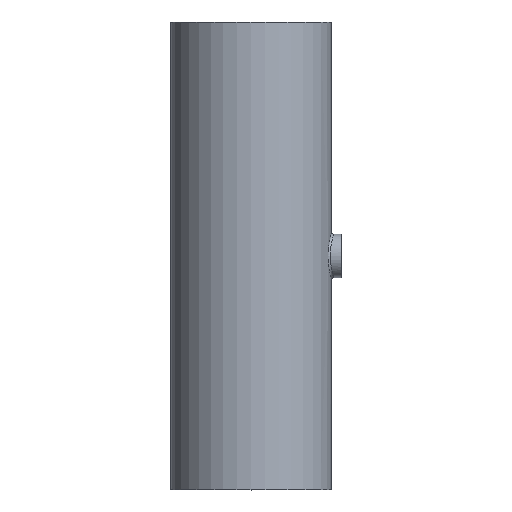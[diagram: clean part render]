
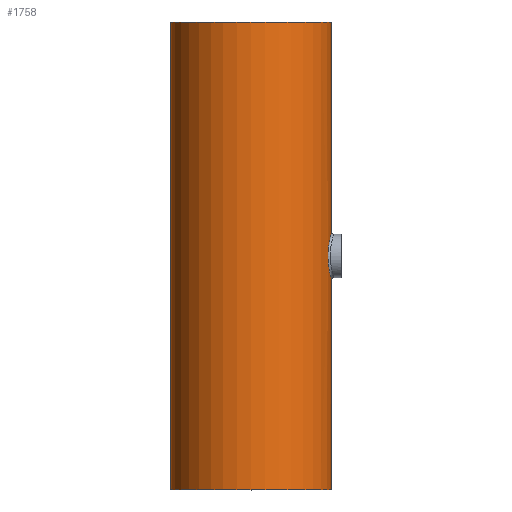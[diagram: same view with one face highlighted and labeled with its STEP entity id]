
A CAD part, top view. The second image highlights one B-rep face of the part: STEP entity #1758.
In plain terms, the highlighted cylindrical face has radius 64.5 mm (diameter 129 mm), a full revolution.
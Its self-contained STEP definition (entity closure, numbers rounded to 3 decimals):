
#1543=CARTESIAN_POINT('',(61.665,0.,-18.914));
#1544=VERTEX_POINT('',#1543);
#1630=CARTESIAN_POINT('',(61.665,0.,-18.914));
#1631=CARTESIAN_POINT('',(61.665,0.,-18.914));
#1632=CARTESIAN_POINT('',(61.665,0.,-18.914));
#1633=CARTESIAN_POINT('',(61.665,0.,-18.914));
#1634=CARTESIAN_POINT('',(61.665,0.547,-18.914));
#1635=CARTESIAN_POINT('',(61.674,1.278,-18.884));
#1636=CARTESIAN_POINT('',(61.716,2.736,-18.744));
#1637=CARTESIAN_POINT('',(61.798,4.355,-18.477));
#1638=CARTESIAN_POINT('',(61.928,5.937,-18.034));
#1639=CARTESIAN_POINT('',(62.068,7.313,-17.545));
#1640=CARTESIAN_POINT('',(62.226,8.66,-16.981));
#1641=CARTESIAN_POINT('',(62.478,10.416,-16.036));
#1642=CARTESIAN_POINT('',(62.83,12.479,-14.614));
#1643=CARTESIAN_POINT('',(63.153,14.076,-13.151));
#1644=CARTESIAN_POINT('',(63.499,15.641,-11.353));
#1645=CARTESIAN_POINT('',(63.81,16.935,-9.518));
#1646=CARTESIAN_POINT('',(64.143,18.215,-6.951));
#1647=CARTESIAN_POINT('',(64.342,18.938,-4.678));
#1648=CARTESIAN_POINT('',(64.443,19.299,-2.826));
#1649=CARTESIAN_POINT('',(64.49,19.464,-1.412));
#1650=CARTESIAN_POINT('',(64.504,19.514,-0.109));
#1651=CARTESIAN_POINT('',(64.496,19.486,0.837));
#1652=CARTESIAN_POINT('',(64.478,19.422,1.778));
#1653=CARTESIAN_POINT('',(64.443,19.298,2.837));
#1654=CARTESIAN_POINT('',(64.366,19.024,4.235));
#1655=CARTESIAN_POINT('',(64.269,18.674,5.493));
#1656=CARTESIAN_POINT('',(64.184,18.36,6.386));
#1657=CARTESIAN_POINT('',(64.046,17.84,7.701));
#1658=CARTESIAN_POINT('',(63.811,16.939,9.513));
#1659=CARTESIAN_POINT('',(63.513,15.697,11.273));
#1660=CARTESIAN_POINT('',(63.237,14.46,12.718));
#1661=CARTESIAN_POINT('',(62.991,13.29,13.894));
#1662=CARTESIAN_POINT('',(62.746,11.98,14.947));
#1663=CARTESIAN_POINT('',(62.562,10.891,15.697));
#1664=CARTESIAN_POINT('',(62.464,10.278,16.078));
#1665=CARTESIAN_POINT('',(62.339,9.442,16.557));
#1666=CARTESIAN_POINT('',(62.148,8.054,17.27));
#1667=CARTESIAN_POINT('',(61.962,6.353,17.92));
#1668=CARTESIAN_POINT('',(61.811,4.468,18.429));
#1669=CARTESIAN_POINT('',(61.728,3.029,18.707));
#1670=CARTESIAN_POINT('',(61.643,0.49,18.985));
#1671=CARTESIAN_POINT('',(61.667,-1.664,18.906));
#1672=CARTESIAN_POINT('',(61.749,-3.343,18.635));
#1673=CARTESIAN_POINT('',(61.775,-3.822,18.549));
#1674=CARTESIAN_POINT('',(61.823,-4.599,18.391));
#1675=CARTESIAN_POINT('',(61.95,-6.252,17.959));
#1676=CARTESIAN_POINT('',(62.176,-8.307,17.171));
#1677=CARTESIAN_POINT('',(62.418,-9.996,16.262));
#1678=CARTESIAN_POINT('',(62.679,-11.615,15.231));
#1679=CARTESIAN_POINT('',(62.924,-12.948,14.198));
#1680=CARTESIAN_POINT('',(63.278,-14.663,12.53));
#1681=CARTESIAN_POINT('',(63.552,-15.865,11.066));
#1682=CARTESIAN_POINT('',(63.826,-16.986,9.34));
#1683=CARTESIAN_POINT('',(64.111,-18.098,7.234));
#1684=CARTESIAN_POINT('',(64.367,-19.031,4.55));
#1685=CARTESIAN_POINT('',(64.485,-19.447,1.879));
#1686=CARTESIAN_POINT('',(64.505,-19.518,-0.007));
#1687=CARTESIAN_POINT('',(64.484,-19.444,-1.903));
#1688=CARTESIAN_POINT('',(64.38,-19.077,-4.248));
#1689=CARTESIAN_POINT('',(64.202,-18.428,-6.279));
#1690=CARTESIAN_POINT('',(64.003,-17.677,-8.031));
#1691=CARTESIAN_POINT('',(63.833,-17.014,-9.299));
#1692=CARTESIAN_POINT('',(63.611,-16.107,-10.692));
#1693=CARTESIAN_POINT('',(63.378,-15.104,-12.006));
#1694=CARTESIAN_POINT('',(63.097,-13.809,-13.411));
#1695=CARTESIAN_POINT('',(62.778,-12.174,-14.825));
#1696=CARTESIAN_POINT('',(62.476,-10.399,-16.046));
#1697=CARTESIAN_POINT('',(62.203,-8.493,-17.07));
#1698=CARTESIAN_POINT('',(61.972,-6.463,-17.886));
#1699=CARTESIAN_POINT('',(61.74,-3.665,-18.671));
#1700=CARTESIAN_POINT('',(61.664,-1.459,-18.914));
#1701=CARTESIAN_POINT('',(61.665,0.,-18.914));
#1702=B_SPLINE_CURVE_WITH_KNOTS('',3,(#1630,#1631,#1632,#1633,#1634,#1635,#1636,#1637,#1638,#1639,#1640,#1641,#1642,#1643,#1644,#1645,#1646,#1647,#1648,#1649,#1650,#1651,#1652,#1653,#1654,#1655,#1656,#1657,#1658,#1659,#1660,#1661,#1662,#1663,#1664,#1665,#1666,#1667,#1668,#1669,#1670,#1671,#1672,#1673,#1674,#1675,#1676,#1677,#1678,#1679,#1680,#1681,#1682,#1683,#1684,#1685,#1686,#1687,#1688,#1689,#1690,#1691,#1692,#1693,#1694,#1695,#1696,#1697,#1698,#1699,#1700,#1701),.UNSPECIFIED.,.T.,.U.,(4,3,1,1,1,1,1,1,1,1,1,1,1,1,1,1,1,1,1,1,1,1,1,1,1,1,1,1,1,1,1,1,1,1,1,1,1,1,1,1,1,1,1,1,1,1,1,1,1,1,1,1,1,1,1,1,1,1,1,1,1,1,1,1,1,1,1,4),(-10.605,-10.605,-10.463,-10.415,-10.226,-10.037,-9.989,-9.847,-9.658,-9.469,-9.184,-9.09,-8.837,-8.585,-8.332,-8.206,-8.08,-7.954,-7.859,-7.827,-7.701,-7.575,-7.449,-7.354,-7.322,-7.07,-6.817,-6.754,-6.565,-6.375,-6.312,-6.218,-6.186,-6.06,-5.807,-5.713,-5.555,-5.429,-5.05,-5.003,-4.987,-4.924,-4.797,-4.545,-4.356,-4.292,-4.04,-3.914,-3.661,-3.535,-3.367,-3.03,-2.777,-2.651,-2.525,-2.272,-2.02,-1.957,-1.767,-1.641,-1.515,-1.326,-1.136,-0.947,-0.757,-0.568,-0.379,0.),.UNSPECIFIED.);
#1703=EDGE_CURVE('',#1544,#1544,#1702,.T.);
#1728=CARTESIAN_POINT('',(0.,0.,0.0));
#1729=DIRECTION('',(0.,-1.0,0.0));
#1730=DIRECTION('',(1.0,0.0,0.0));
#1731=AXIS2_PLACEMENT_3D('',#1728,#1729,#1730);
#1732=CYLINDRICAL_SURFACE('',#1731,64.5);
#1733=CARTESIAN_POINT('',(64.5,-187.5,0.0));
#1734=VERTEX_POINT('',#1733);
#1735=CARTESIAN_POINT('',(0.,-187.5,0.0));
#1736=DIRECTION('',(0.0,-1.0,0.0));
#1737=DIRECTION('',(1.0,0.0,0.0));
#1738=AXIS2_PLACEMENT_3D('',#1735,#1736,#1737);
#1739=CIRCLE('',#1738,64.5);
#1740=EDGE_CURVE('',#1734,#1734,#1739,.T.);
#1741=ORIENTED_EDGE('',*,*,#1740,.F.);
#1742=EDGE_LOOP('',(#1741));
#1743=FACE_OUTER_BOUND('',#1742,.T.);
#1744=CARTESIAN_POINT('',(64.5,187.5,0.0));
#1745=VERTEX_POINT('',#1744);
#1746=CARTESIAN_POINT('',(0.,187.5,0.0));
#1747=DIRECTION('',(0.0,-1.0,0.0));
#1748=DIRECTION('',(1.0,0.0,0.0));
#1749=AXIS2_PLACEMENT_3D('',#1746,#1747,#1748);
#1750=CIRCLE('',#1749,64.5);
#1751=EDGE_CURVE('',#1745,#1745,#1750,.T.);
#1752=ORIENTED_EDGE('',*,*,#1751,.T.);
#1753=EDGE_LOOP('',(#1752));
#1754=FACE_BOUND('',#1753,.T.);
#1755=ORIENTED_EDGE('',*,*,#1703,.F.);
#1756=EDGE_LOOP('',(#1755));
#1757=FACE_BOUND('',#1756,.T.);
#1758=ADVANCED_FACE('',(#1743,#1754,#1757),#1732,.T.);
